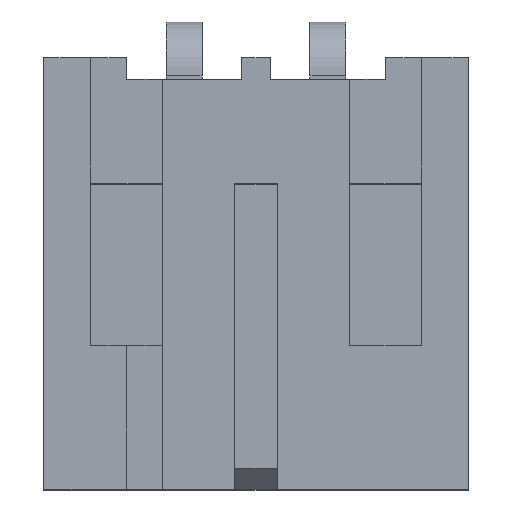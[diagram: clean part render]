
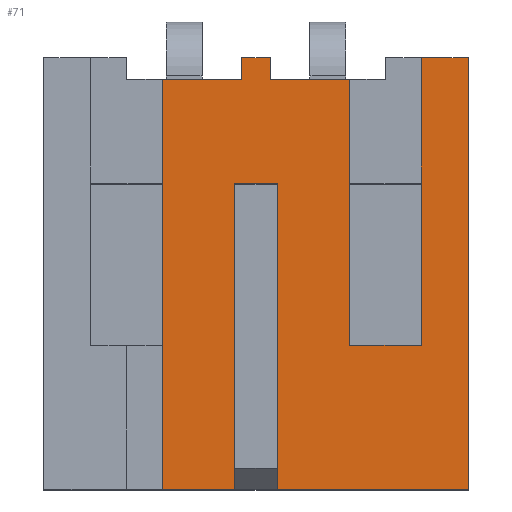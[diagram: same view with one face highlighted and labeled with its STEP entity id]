
A CAD part, top view. The second image highlights one B-rep face of the part: STEP entity #71.
In plain terms, the highlighted planar face has unit normal (0, 0, 1).
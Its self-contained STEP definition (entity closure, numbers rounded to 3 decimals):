
#71=ADVANCED_FACE('',(#850),#852,.T.);
#850=FACE_BOUND('',#851,.T.);
#851=EDGE_LOOP('',(#1470,#1471,#1472,#1473,#1474,#1475,#1476,#1477,#1478,#1479,#1480,
#1481,#1482,#1483,#1484,#1485,#1486));
#852=PLANE('',#853);
#853=AXIS2_PLACEMENT_3D('',#854,#855,#856);
#854=CARTESIAN_POINT('',(-1.,-6.25,4.8));
#855=DIRECTION('',(0.,0.,1.));
#856=DIRECTION('',(1.,0.,0.));
#1470=ORIENTED_EDGE('',*,*,#1942,.F.);
#1471=ORIENTED_EDGE('',*,*,#1926,.T.);
#1472=ORIENTED_EDGE('',*,*,#1943,.T.);
#1473=ORIENTED_EDGE('',*,*,#1944,.T.);
#1474=ORIENTED_EDGE('',*,*,#1945,.T.);
#1475=ORIENTED_EDGE('',*,*,#1946,.T.);
#1476=ORIENTED_EDGE('',*,*,#1947,.T.);
#1477=ORIENTED_EDGE('',*,*,#1948,.F.);
#1478=ORIENTED_EDGE('',*,*,#1949,.T.);
#1479=ORIENTED_EDGE('',*,*,#1950,.T.);
#1480=ORIENTED_EDGE('',*,*,#1951,.T.);
#1481=ORIENTED_EDGE('',*,*,#1952,.T.);
#1482=ORIENTED_EDGE('',*,*,#1953,.T.);
#1483=ORIENTED_EDGE('',*,*,#1954,.F.);
#1484=ORIENTED_EDGE('',*,*,#1955,.T.);
#1485=ORIENTED_EDGE('',*,*,#1956,.T.);
#1486=ORIENTED_EDGE('',*,*,#1957,.T.);
#1926=EDGE_CURVE('',#2164,#2162,#2165,.T.);
#1942=EDGE_CURVE('',#2164,#2188,#2195,.T.);
#1943=EDGE_CURVE('',#2162,#2196,#2197,.F.);
#1944=EDGE_CURVE('',#2196,#2198,#2199,.F.);
#1945=EDGE_CURVE('',#2198,#2200,#2201,.F.);
#1946=EDGE_CURVE('',#2200,#2202,#2203,.T.);
#1947=EDGE_CURVE('',#2202,#2204,#2205,.T.);
#1948=EDGE_CURVE('',#2206,#2204,#2207,.T.);
#1949=EDGE_CURVE('',#2206,#2208,#2209,.T.);
#1950=EDGE_CURVE('',#2208,#2210,#2211,.T.);
#1951=EDGE_CURVE('',#2210,#2212,#2213,.T.);
#1952=EDGE_CURVE('',#2212,#2214,#2215,.T.);
#1953=EDGE_CURVE('',#2214,#2216,#2217,.F.);
#1954=EDGE_CURVE('',#2218,#2216,#2219,.T.);
#1955=EDGE_CURVE('',#2218,#2220,#2221,.F.);
#1956=EDGE_CURVE('',#2220,#2222,#2223,.T.);
#1957=EDGE_CURVE('',#2222,#2188,#2224,.F.);
#2162=VERTEX_POINT('',#2549);
#2164=VERTEX_POINT('',#2553);
#2165=LINE('',#2554,#2555);
#2188=VERTEX_POINT('',#2601);
#2195=LINE('',#2616,#2617);
#2196=VERTEX_POINT('',#2619);
#2197=LINE('',#2620,#2621);
#2198=VERTEX_POINT('',#2623);
#2199=LINE('',#2624,#2625);
#2200=VERTEX_POINT('',#2627);
#2201=LINE('',#2628,#2629);
#2202=VERTEX_POINT('',#2631);
#2203=LINE('',#2632,#2633);
#2204=VERTEX_POINT('',#2635);
#2205=LINE('',#2636,#2637);
#2206=VERTEX_POINT('',#2639);
#2207=LINE('',#2640,#2641);
#2208=VERTEX_POINT('',#2643);
#2209=LINE('',#2644,#2645);
#2210=VERTEX_POINT('',#2647);
#2211=LINE('',#2648,#2649);
#2212=VERTEX_POINT('',#2651);
#2213=LINE('',#2652,#2653);
#2214=VERTEX_POINT('',#2655);
#2215=LINE('',#2656,#2657);
#2216=VERTEX_POINT('',#2659);
#2217=LINE('',#2660,#2661);
#2218=VERTEX_POINT('',#2663);
#2219=LINE('',#2664,#2665);
#2220=VERTEX_POINT('',#2667);
#2221=LINE('',#2668,#2669);
#2222=VERTEX_POINT('',#2671);
#2223=LINE('',#2672,#2673);
#2224=LINE('',#2675,#2676);
#2549=CARTESIAN_POINT('',(0.7,-6.25,4.8));
#2553=CARTESIAN_POINT('',(-0.3,-6.25,4.8));
#2554=CARTESIAN_POINT('',(-0.3,-6.25,4.8));
#2555=VECTOR('',#2556,1.);
#2556=DIRECTION('',(1.,0.,0.));
#2601=CARTESIAN_POINT('',(-0.3,-4.25,4.8));
#2616=CARTESIAN_POINT('',(-0.3,-6.25,4.8));
#2617=VECTOR('',#2618,1.);
#2618=DIRECTION('',(0.,1.,0.));
#2619=CARTESIAN_POINT('',(0.7,-2.,4.8));
#2620=CARTESIAN_POINT('',(0.7,-2.,4.8));
#2621=VECTOR('',#2622,1.);
#2622=DIRECTION('',(0.,-1.,0.));
#2623=CARTESIAN_POINT('',(1.3,-2.,4.8));
#2624=CARTESIAN_POINT('',(1.3,-2.,4.8));
#2625=VECTOR('',#2626,1.);
#2626=DIRECTION('',(-1.,0.,0.));
#2627=CARTESIAN_POINT('',(1.3,-6.25,4.8));
#2628=CARTESIAN_POINT('',(1.3,-6.25,4.8));
#2629=VECTOR('',#2630,1.);
#2630=DIRECTION('',(0.,1.,0.));
#2631=CARTESIAN_POINT('',(3.95,-6.25,4.8));
#2632=CARTESIAN_POINT('',(1.3,-6.25,4.8));
#2633=VECTOR('',#2634,1.);
#2634=DIRECTION('',(1.,0.,0.));
#2635=CARTESIAN_POINT('',(3.95,-0.25,4.8));
#2636=CARTESIAN_POINT('',(3.95,-6.25,4.8));
#2637=VECTOR('',#2638,1.);
#2638=DIRECTION('',(0.,1.,0.));
#2639=CARTESIAN_POINT('',(3.3,-0.25,4.8));
#2640=CARTESIAN_POINT('',(3.3,-0.25,4.8));
#2641=VECTOR('',#2642,1.);
#2642=DIRECTION('',(1.,0.,0.));
#2643=CARTESIAN_POINT('',(3.3,-4.25,4.8));
#2644=CARTESIAN_POINT('',(3.3,-0.25,4.8));
#2645=VECTOR('',#2646,1.);
#2646=DIRECTION('',(0.,-1.,0.));
#2647=CARTESIAN_POINT('',(2.3,-4.25,4.8));
#2648=CARTESIAN_POINT('',(3.3,-4.25,4.8));
#2649=VECTOR('',#2650,1.);
#2650=DIRECTION('',(-1.,0.,0.));
#2651=CARTESIAN_POINT('',(2.3,-0.55,4.8));
#2652=CARTESIAN_POINT('',(2.3,-4.25,4.8));
#2653=VECTOR('',#2654,1.);
#2654=DIRECTION('',(0.,1.,0.));
#2655=CARTESIAN_POINT('',(1.2,-0.55,4.8));
#2656=CARTESIAN_POINT('',(2.3,-0.55,4.8));
#2657=VECTOR('',#2658,1.);
#2658=DIRECTION('',(-1.,0.,0.));
#2659=CARTESIAN_POINT('',(1.2,-0.25,4.8));
#2660=CARTESIAN_POINT('',(1.2,-0.25,4.8));
#2661=VECTOR('',#2662,1.);
#2662=DIRECTION('',(0.,-1.,0.));
#2663=CARTESIAN_POINT('',(0.8,-0.25,4.8));
#2664=CARTESIAN_POINT('',(0.8,-0.25,4.8));
#2665=VECTOR('',#2666,1.);
#2666=DIRECTION('',(1.,0.,0.));
#2667=CARTESIAN_POINT('',(0.8,-0.55,4.8));
#2668=CARTESIAN_POINT('',(0.8,-0.55,4.8));
#2669=VECTOR('',#2670,1.);
#2670=DIRECTION('',(0.,1.,0.));
#2671=CARTESIAN_POINT('',(-0.3,-0.55,4.8));
#2672=CARTESIAN_POINT('',(0.8,-0.55,4.8));
#2673=VECTOR('',#2674,1.);
#2674=DIRECTION('',(-1.,0.,0.));
#2675=CARTESIAN_POINT('',(-0.3,-4.25,4.8));
#2676=VECTOR('',#2677,1.);
#2677=DIRECTION('',(0.,1.,0.));
